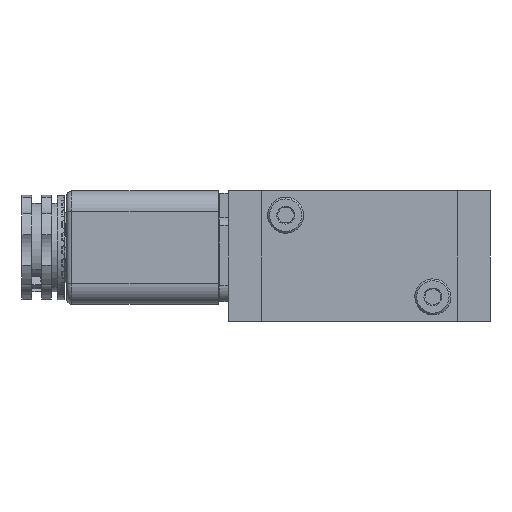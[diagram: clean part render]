
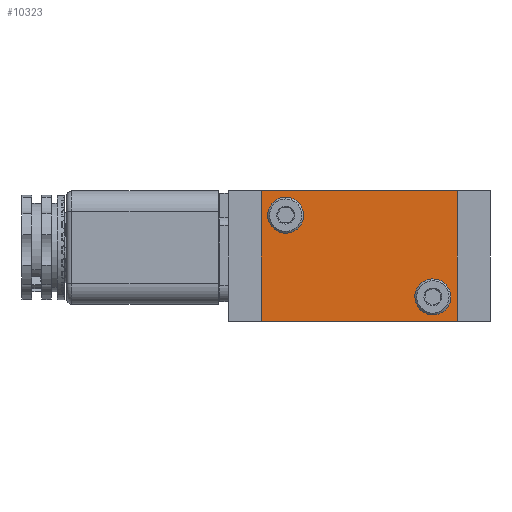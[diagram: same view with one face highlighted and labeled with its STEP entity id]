
A CAD part, left-side view. The second image highlights one B-rep face of the part: STEP entity #10323.
In plain terms, the highlighted planar face has unit normal (-1, 0, 0).
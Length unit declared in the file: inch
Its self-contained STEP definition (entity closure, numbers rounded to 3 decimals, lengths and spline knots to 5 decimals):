
#1526 = CARTESIAN_POINT ( 'NONE',  ( -0.25, 1.75, 0. ) ) ;
#2972 = VERTEX_POINT ( 'NONE', #97736 ) ;
#4182 = AXIS2_PLACEMENT_3D ( 'NONE', #98243, #43981, #24500 ) ;
#7516 = ORIENTED_EDGE ( 'NONE', *, *, #41913, .F. ) ;
#8434 = VERTEX_POINT ( 'NONE', #1526 ) ;
#9585 = VECTOR ( 'NONE', #128587, 39.37008 ) ;
#10323 = ADVANCED_FACE ( 'NONE', ( #123216, #89161, #56463 ), #97170, .T. ) ;
#12297 = ORIENTED_EDGE ( 'NONE', *, *, #49193, .F. ) ;
#14087 = CARTESIAN_POINT ( 'NONE',  ( -0.25, 0.36236, -0.71396 ) ) ;
#16243 = CARTESIAN_POINT ( 'NONE',  ( -0.25, 0.25, -1. ) ) ;
#19757 = CARTESIAN_POINT ( 'NONE',  ( -0.25, 0.25, 0. ) ) ;
#19885 = ORIENTED_EDGE ( 'NONE', *, *, #38575, .F. ) ;
#20381 = LINE ( 'NONE', #19757, #9585 ) ;
#22399 = AXIS2_PLACEMENT_3D ( 'NONE', #36032, #105350, #115383 ) ;
#23331 = DIRECTION ( 'NONE',  ( 0., -1., 0. ) ) ;
#23422 = EDGE_CURVE ( 'NONE', #96935, #123276, #78964, .T. ) ;
#24500 = DIRECTION ( 'NONE',  ( 0., -1., 0. ) ) ;
#25682 = EDGE_CURVE ( 'NONE', #63950, #75919, #49251, .T. ) ;
#25685 = EDGE_LOOP ( 'NONE', ( #93068, #90703 ) ) ;
#27013 = EDGE_CURVE ( 'NONE', #46381, #120706, #39346, .T. ) ;
#32833 = DIRECTION ( 'NONE',  ( -1., 0., 0. ) ) ;
#33349 = ORIENTED_EDGE ( 'NONE', *, *, #93607, .F. ) ;
#36013 = AXIS2_PLACEMENT_3D ( 'NONE', #108657, #120348, #89172 ) ;
#36032 = CARTESIAN_POINT ( 'NONE',  ( -0.25, 0.437, -0.813 ) ) ;
#36631 = CIRCLE ( 'NONE', #78126, 0.12402 ) ;
#37061 = DIRECTION ( 'NONE',  ( 0., 0., 1. ) ) ;
#38575 = EDGE_CURVE ( 'NONE', #123276, #96935, #94217, .T. ) ;
#38858 = CARTESIAN_POINT ( 'NONE',  ( -0.25, 0.25, 0. ) ) ;
#39346 = CIRCLE ( 'NONE', #52687, 0.12402 ) ;
#41913 = EDGE_CURVE ( 'NONE', #75919, #8434, #116150, .T. ) ;
#43459 = DIRECTION ( 'NONE',  ( 0., -1., 0. ) ) ;
#43981 = DIRECTION ( 'NONE',  ( -1., 0., 0. ) ) ;
#46381 = VERTEX_POINT ( 'NONE', #94725 ) ;
#49193 = EDGE_CURVE ( 'NONE', #2972, #63950, #84045, .T. ) ;
#49251 = LINE ( 'NONE', #16243, #108237 ) ;
#52121 = CARTESIAN_POINT ( 'NONE',  ( -0.25, 1.562, -0.188 ) ) ;
#52687 = AXIS2_PLACEMENT_3D ( 'NONE', #52121, #82160, #43459 ) ;
#56463 = FACE_OUTER_BOUND ( 'NONE', #59010, .T. ) ;
#59010 = EDGE_LOOP ( 'NONE', ( #33349, #7516, #108105, #12297 ) ) ;
#63950 = VERTEX_POINT ( 'NONE', #113027 ) ;
#64645 = CARTESIAN_POINT ( 'NONE',  ( -0.25, 0.51164, -0.91204 ) ) ;
#66629 = ORIENTED_EDGE ( 'NONE', *, *, #23422, .F. ) ;
#68466 = VECTOR ( 'NONE', #88344, 39.37008 ) ;
#68578 = EDGE_LOOP ( 'NONE', ( #66629, #19885 ) ) ;
#73193 = CARTESIAN_POINT ( 'NONE',  ( -0.25, 1.75, -1. ) ) ;
#75919 = VERTEX_POINT ( 'NONE', #73193 ) ;
#77296 = DIRECTION ( 'NONE',  ( 0., 1., 0. ) ) ;
#78126 = AXIS2_PLACEMENT_3D ( 'NONE', #81911, #32833, #23331 ) ;
#78964 = CIRCLE ( 'NONE', #22399, 0.12402 ) ;
#81911 = CARTESIAN_POINT ( 'NONE',  ( -0.25, 1.562, -0.188 ) ) ;
#82160 = DIRECTION ( 'NONE',  ( -1., 0., 0. ) ) ;
#84045 = LINE ( 'NONE', #38858, #68466 ) ;
#88344 = DIRECTION ( 'NONE',  ( 0., 0., -1. ) ) ;
#89161 = FACE_BOUND ( 'NONE', #68578, .T. ) ;
#89172 = DIRECTION ( 'NONE',  ( 0., -1., 0. ) ) ;
#90703 = ORIENTED_EDGE ( 'NONE', *, *, #27013, .F. ) ;
#92873 = VECTOR ( 'NONE', #37061, 39.37008 ) ;
#93068 = ORIENTED_EDGE ( 'NONE', *, *, #110696, .F. ) ;
#93607 = EDGE_CURVE ( 'NONE', #8434, #2972, #20381, .T. ) ;
#94217 = CIRCLE ( 'NONE', #36013, 0.12402 ) ;
#94725 = CARTESIAN_POINT ( 'NONE',  ( -0.25, 1.562, -0.31202 ) ) ;
#96438 = CARTESIAN_POINT ( 'NONE',  ( -0.25, 1.75, 0. ) ) ;
#96935 = VERTEX_POINT ( 'NONE', #64645 ) ;
#97170 = PLANE ( 'NONE',  #4182 ) ;
#97736 = CARTESIAN_POINT ( 'NONE',  ( -0.25, 0.25, 0. ) ) ;
#98243 = CARTESIAN_POINT ( 'NONE',  ( -0.25, 1.68602, -7.06301 ) ) ;
#105350 = DIRECTION ( 'NONE',  ( -1., 0., 0. ) ) ;
#108105 = ORIENTED_EDGE ( 'NONE', *, *, #25682, .F. ) ;
#108237 = VECTOR ( 'NONE', #77296, 39.37008 ) ;
#108657 = CARTESIAN_POINT ( 'NONE',  ( -0.25, 0.437, -0.813 ) ) ;
#110696 = EDGE_CURVE ( 'NONE', #120706, #46381, #36631, .T. ) ;
#113027 = CARTESIAN_POINT ( 'NONE',  ( -0.25, 0.25, -1. ) ) ;
#115383 = DIRECTION ( 'NONE',  ( 0., -1., 0. ) ) ;
#116150 = LINE ( 'NONE', #96438, #92873 ) ;
#120348 = DIRECTION ( 'NONE',  ( -1., 0., 0. ) ) ;
#120706 = VERTEX_POINT ( 'NONE', #122958 ) ;
#122958 = CARTESIAN_POINT ( 'NONE',  ( -0.25, 1.562, -0.06398 ) ) ;
#123216 = FACE_BOUND ( 'NONE', #25685, .T. ) ;
#123276 = VERTEX_POINT ( 'NONE', #14087 ) ;
#128587 = DIRECTION ( 'NONE',  ( 0., -1., 0. ) ) ;
